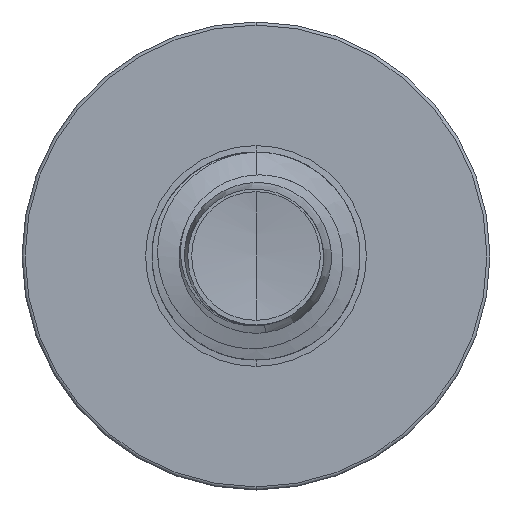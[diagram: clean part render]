
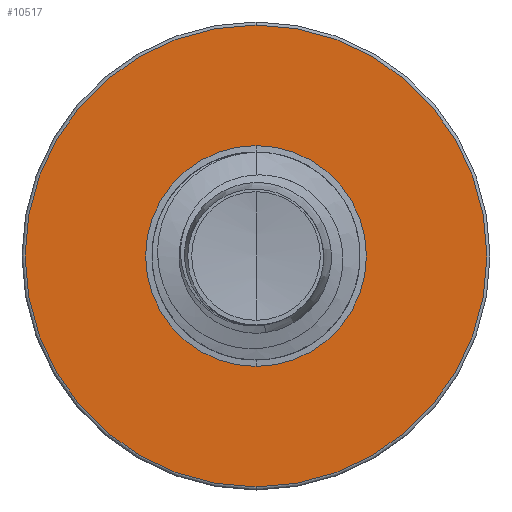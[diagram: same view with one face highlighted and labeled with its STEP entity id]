
A CAD part, front view. The second image highlights one B-rep face of the part: STEP entity #10517.
In plain terms, the highlighted planar face has unit normal (0, -1, 0).
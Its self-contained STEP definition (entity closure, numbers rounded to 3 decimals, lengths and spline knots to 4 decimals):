
#20 = VERTEX_POINT ( 'NONE', #15199 ) ;
#89 = ORIENTED_EDGE ( 'NONE', *, *, #21054, .T. ) ;
#225 = VERTEX_POINT ( 'NONE', #14435 ) ;
#1425 = VERTEX_POINT ( 'NONE', #10314 ) ;
#1467 = AXIS2_PLACEMENT_3D ( 'NONE', #20337, #5175, #22588 ) ;
#2160 = ORIENTED_EDGE ( 'NONE', *, *, #21811, .F. ) ;
#2571 = AXIS2_PLACEMENT_3D ( 'NONE', #4611, #22146, #7286 ) ;
#2584 = VERTEX_POINT ( 'NONE', #5725 ) ;
#2965 = CIRCLE ( 'NONE', #28225, 0.8492 ) ;
#3190 = CARTESIAN_POINT ( 'NONE',  ( 0., 7., 0. ) ) ;
#4028 = AXIS2_PLACEMENT_3D ( 'NONE', #3190, #20973, #5873 ) ;
#4611 = CARTESIAN_POINT ( 'NONE',  ( 0., 7., 0. ) ) ;
#5175 = DIRECTION ( 'NONE',  ( 0., 1., 0. ) ) ;
#5725 = CARTESIAN_POINT ( 'NONE',  ( 0., 7., -1.776 ) ) ;
#5873 = DIRECTION ( 'NONE',  ( 0., 0., 1. ) ) ;
#6637 = EDGE_LOOP ( 'NONE', ( #2160, #9497 ) ) ;
#7286 = DIRECTION ( 'NONE',  ( 0., 0., 1. ) ) ;
#8087 = FACE_OUTER_BOUND ( 'NONE', #6637, .T. ) ;
#8620 = AXIS2_PLACEMENT_3D ( 'NONE', #15859, #16369, #15716 ) ;
#9172 = CIRCLE ( 'NONE', #1467, 1.776 ) ;
#9497 = ORIENTED_EDGE ( 'NONE', *, *, #27419, .F. ) ;
#10314 = CARTESIAN_POINT ( 'NONE',  ( 0., 7., -0.8492 ) ) ;
#10517 = ADVANCED_FACE ( 'NONE', ( #8087, #25713 ), #15895, .F. ) ;
#12984 = CARTESIAN_POINT ( 'NONE',  ( 0., 7., 0. ) ) ;
#14435 = CARTESIAN_POINT ( 'NONE',  ( 0., 7., 0.8492 ) ) ;
#15199 = CARTESIAN_POINT ( 'NONE',  ( 0., 7., 1.776 ) ) ;
#15440 = DIRECTION ( 'NONE',  ( 0., 0., 1. ) ) ;
#15716 = DIRECTION ( 'NONE',  ( 0., 0., 1. ) ) ;
#15859 = CARTESIAN_POINT ( 'NONE',  ( 0., 7., -0.8492 ) ) ;
#15895 = PLANE ( 'NONE',  #8620 ) ;
#16369 = DIRECTION ( 'NONE',  ( 0., 1., 0. ) ) ;
#20337 = CARTESIAN_POINT ( 'NONE',  ( 0., 7., 0. ) ) ;
#20973 = DIRECTION ( 'NONE',  ( 0., 1., 0. ) ) ;
#21054 = EDGE_CURVE ( 'NONE', #1425, #225, #24972, .T. ) ;
#21811 = EDGE_CURVE ( 'NONE', #20, #2584, #27392, .T. ) ;
#22146 = DIRECTION ( 'NONE',  ( 0., 1., 0. ) ) ;
#22588 = DIRECTION ( 'NONE',  ( 0., 0., 1. ) ) ;
#24972 = CIRCLE ( 'NONE', #4028, 0.8492 ) ;
#25713 = FACE_BOUND ( 'NONE', #29056, .T. ) ;
#26427 = ORIENTED_EDGE ( 'NONE', *, *, #27372, .T. ) ;
#27372 = EDGE_CURVE ( 'NONE', #225, #1425, #2965, .T. ) ;
#27392 = CIRCLE ( 'NONE', #2571, 1.776 ) ;
#27419 = EDGE_CURVE ( 'NONE', #2584, #20, #9172, .T. ) ;
#28225 = AXIS2_PLACEMENT_3D ( 'NONE', #12984, #29112, #15440 ) ;
#29056 = EDGE_LOOP ( 'NONE', ( #26427, #89 ) ) ;
#29112 = DIRECTION ( 'NONE',  ( 0., 1., 0. ) ) ;
